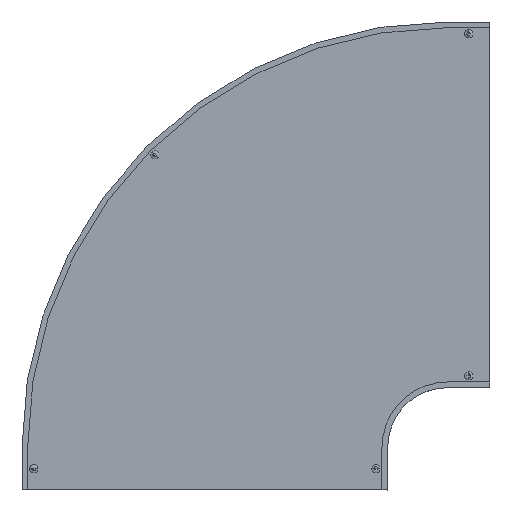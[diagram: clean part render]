
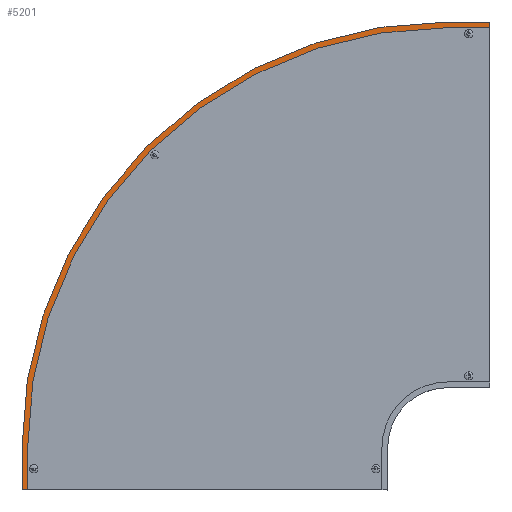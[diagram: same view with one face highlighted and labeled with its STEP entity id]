
A CAD part, top view. The second image highlights one B-rep face of the part: STEP entity #5201.
In plain terms, the highlighted face is planar.
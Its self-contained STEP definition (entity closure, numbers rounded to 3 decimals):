
#5 = DIRECTION ( 'NONE',  ( 0., -1., 0. ) ) ;
#12 = VERTEX_POINT ( 'NONE', #1361 ) ;
#21 = EDGE_CURVE ( 'NONE', #2433, #12, #1401, .T. ) ;
#81 = VECTOR ( 'NONE', #2877, 1000. ) ;
#206 = CARTESIAN_POINT ( 'NONE',  ( 1157., 14., -1157. ) ) ;
#369 = DIRECTION ( 'NONE',  ( 0., 0., 1. ) ) ;
#388 = CARTESIAN_POINT ( 'NONE',  ( 1052., 14., -105. ) ) ;
#594 = CARTESIAN_POINT ( 'NONE',  ( 1052., 14., -1143. ) ) ;
#798 = CARTESIAN_POINT ( 'NONE',  ( 1157., 14., -1155. ) ) ;
#923 = CARTESIAN_POINT ( 'NONE',  ( 1052., 14., -105. ) ) ;
#936 = DIRECTION ( 'NONE',  ( -1., 0., 0. ) ) ;
#1005 = DIRECTION ( 'NONE',  ( 0., 1., 0. ) ) ;
#1181 = FACE_OUTER_BOUND ( 'NONE', #4883, .T. ) ;
#1236 = CARTESIAN_POINT ( 'NONE',  ( 14., 14., -105. ) ) ;
#1274 = VECTOR ( 'NONE', #936, 1000. ) ;
#1295 = DIRECTION ( 'NONE',  ( 0., 0., 1. ) ) ;
#1340 = VECTOR ( 'NONE', #369, 1000. ) ;
#1361 = CARTESIAN_POINT ( 'NONE',  ( 1052., 14., -1157. ) ) ;
#1401 = LINE ( 'NONE', #1753, #1274 ) ;
#1490 = ORIENTED_EDGE ( 'NONE', *, *, #4468, .F. ) ;
#1753 = CARTESIAN_POINT ( 'NONE',  ( 1052., 14., -1157. ) ) ;
#1793 = EDGE_CURVE ( 'NONE', #3933, #12, #4875, .T. ) ;
#1825 = EDGE_CURVE ( 'NONE', #3338, #5256, #3202, .T. ) ;
#1905 = VERTEX_POINT ( 'NONE', #2558 ) ;
#2051 = CARTESIAN_POINT ( 'NONE',  ( 1157., 14., -1143. ) ) ;
#2131 = DIRECTION ( 'NONE',  ( -1., 0., 0. ) ) ;
#2197 = CARTESIAN_POINT ( 'NONE',  ( 2., 14., -105. ) ) ;
#2270 = PLANE ( 'NONE',  #2691 ) ;
#2367 = ORIENTED_EDGE ( 'NONE', *, *, #3337, .F. ) ;
#2411 = CARTESIAN_POINT ( 'NONE',  ( 14., 14., -105. ) ) ;
#2433 = VERTEX_POINT ( 'NONE', #206 ) ;
#2548 = LINE ( 'NONE', #1236, #1340 ) ;
#2558 = CARTESIAN_POINT ( 'NONE',  ( 14., 14., 0. ) ) ;
#2589 = ORIENTED_EDGE ( 'NONE', *, *, #21, .T. ) ;
#2691 = AXIS2_PLACEMENT_3D ( 'NONE', #2197, #1005, #5122 ) ;
#2877 = DIRECTION ( 'NONE',  ( 0., 0., -1. ) ) ;
#2990 = LINE ( 'NONE', #798, #81 ) ;
#3202 = CIRCLE ( 'NONE', #4772, 1038. ) ;
#3268 = CARTESIAN_POINT ( 'NONE',  ( 0., 14., -105. ) ) ;
#3337 = EDGE_CURVE ( 'NONE', #3338, #1905, #2548, .T. ) ;
#3338 = VERTEX_POINT ( 'NONE', #2411 ) ;
#3368 = VECTOR ( 'NONE', #4513, 1000. ) ;
#3379 = LINE ( 'NONE', #5005, #3570 ) ;
#3442 = EDGE_CURVE ( 'NONE', #1905, #4118, #3379, .T. ) ;
#3570 = VECTOR ( 'NONE', #2131, 1000. ) ;
#3787 = DIRECTION ( 'NONE',  ( 0., 0., -1. ) ) ;
#3811 = LINE ( 'NONE', #4927, #3368 ) ;
#3887 = CARTESIAN_POINT ( 'NONE',  ( 0., 14., 0. ) ) ;
#3899 = ORIENTED_EDGE ( 'NONE', *, *, #1793, .F. ) ;
#3933 = VERTEX_POINT ( 'NONE', #3268 ) ;
#4118 = VERTEX_POINT ( 'NONE', #3887 ) ;
#4225 = DIRECTION ( 'NONE',  ( 1., 0., 0. ) ) ;
#4441 = EDGE_CURVE ( 'NONE', #4465, #2433, #2990, .T. ) ;
#4465 = VERTEX_POINT ( 'NONE', #2051 ) ;
#4468 = EDGE_CURVE ( 'NONE', #4118, #3933, #3811, .T. ) ;
#4494 = AXIS2_PLACEMENT_3D ( 'NONE', #388, #5, #1295 ) ;
#4513 = DIRECTION ( 'NONE',  ( 0., 0., -1. ) ) ;
#4653 = ORIENTED_EDGE ( 'NONE', *, *, #4441, .T. ) ;
#4701 = ORIENTED_EDGE ( 'NONE', *, *, #3442, .F. ) ;
#4772 = AXIS2_PLACEMENT_3D ( 'NONE', #923, #5073, #3787 ) ;
#4828 = ORIENTED_EDGE ( 'NONE', *, *, #5334, .T. ) ;
#4875 = CIRCLE ( 'NONE', #4494, 1052. ) ;
#4883 = EDGE_LOOP ( 'NONE', ( #1490, #4701, #2367, #5352, #4828, #4653, #2589, #3899 ) ) ;
#4927 = CARTESIAN_POINT ( 'NONE',  ( 0., 14., -105. ) ) ;
#5005 = CARTESIAN_POINT ( 'NONE',  ( 2., 14., 0. ) ) ;
#5073 = DIRECTION ( 'NONE',  ( 0., -1., 0. ) ) ;
#5098 = CARTESIAN_POINT ( 'NONE',  ( 1052., 14., -1143. ) ) ;
#5122 = DIRECTION ( 'NONE',  ( 0., 0., 1. ) ) ;
#5180 = LINE ( 'NONE', #5098, #5235 ) ;
#5201 = ADVANCED_FACE ( 'NONE', ( #1181 ), #2270, .T. ) ;
#5235 = VECTOR ( 'NONE', #4225, 1000. ) ;
#5256 = VERTEX_POINT ( 'NONE', #594 ) ;
#5334 = EDGE_CURVE ( 'NONE', #5256, #4465, #5180, .T. ) ;
#5352 = ORIENTED_EDGE ( 'NONE', *, *, #1825, .T. ) ;
